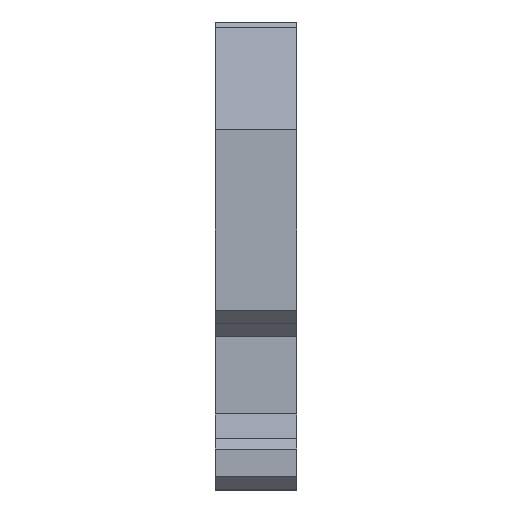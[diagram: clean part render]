
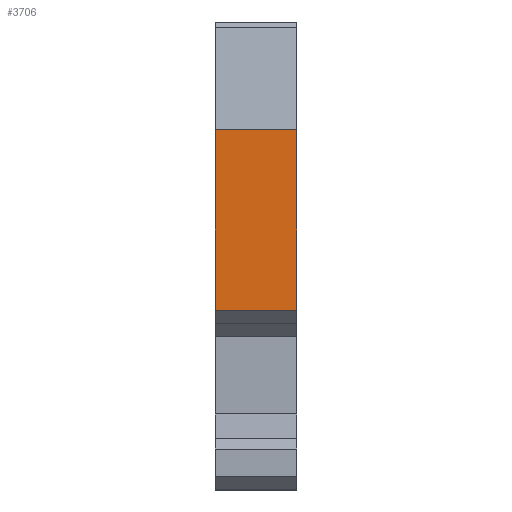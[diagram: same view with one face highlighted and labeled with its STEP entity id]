
A CAD part, left-side view. The second image highlights one B-rep face of the part: STEP entity #3706.
In plain terms, the highlighted free-form (B-spline) face has degree [1, 1] with [2, 2] control points.
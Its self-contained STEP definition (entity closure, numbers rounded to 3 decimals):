
#514=CARTESIAN_POINT('',(72.,-2.755,6.625));
#515=VERTEX_POINT('',#514);
#521=CARTESIAN_POINT('',(72.,-2.755,-7.025));
#522=VERTEX_POINT('',#521);
#523=CARTESIAN_POINT('',(72.,-2.755,6.625));
#524=CARTESIAN_POINT('',(72.,-2.755,4.42));
#525=CARTESIAN_POINT('',(72.,-2.755,2.214));
#526=CARTESIAN_POINT('',(72.,-2.755,2.214));
#527=CARTESIAN_POINT('',(72.,-2.755,2.213));
#528=CARTESIAN_POINT('',(72.,-2.755,1.74));
#529=CARTESIAN_POINT('',(72.,-2.755,1.267));
#530=CARTESIAN_POINT('',(72.,-2.755,1.266));
#531=CARTESIAN_POINT('',(72.,-2.755,1.266));
#532=CARTESIAN_POINT('',(72.,-2.755,1.232));
#533=CARTESIAN_POINT('',(72.,-2.755,1.199));
#534=CARTESIAN_POINT('',(72.,-2.755,1.198));
#535=CARTESIAN_POINT('',(72.,-2.755,1.198));
#536=CARTESIAN_POINT('',(72.,-2.755,0.732));
#537=CARTESIAN_POINT('',(72.,-2.755,0.267));
#538=CARTESIAN_POINT('',(72.,-2.755,0.266));
#539=CARTESIAN_POINT('',(72.,-2.755,0.266));
#540=CARTESIAN_POINT('',(72.,-2.755,0.232));
#541=CARTESIAN_POINT('',(72.,-2.755,0.199));
#542=CARTESIAN_POINT('',(72.,-2.755,0.198));
#543=CARTESIAN_POINT('',(72.,-2.755,0.198));
#544=CARTESIAN_POINT('',(72.,-2.755,-0.267));
#545=CARTESIAN_POINT('',(72.,-2.755,-0.733));
#546=CARTESIAN_POINT('',(72.,-2.755,-0.734));
#547=CARTESIAN_POINT('',(72.,-2.755,-0.734));
#548=CARTESIAN_POINT('',(72.,-2.755,-0.768));
#549=CARTESIAN_POINT('',(72.,-2.755,-0.801));
#550=CARTESIAN_POINT('',(72.,-2.755,-0.801));
#551=CARTESIAN_POINT('',(72.,-2.755,-0.802));
#552=CARTESIAN_POINT('',(72.,-2.755,-1.267));
#553=CARTESIAN_POINT('',(72.,-2.755,-1.733));
#554=CARTESIAN_POINT('',(72.,-2.755,-1.734));
#555=CARTESIAN_POINT('',(72.,-2.755,-1.734));
#556=CARTESIAN_POINT('',(72.,-2.755,-1.768));
#557=CARTESIAN_POINT('',(72.,-2.755,-1.801));
#558=CARTESIAN_POINT('',(72.,-2.755,-1.802));
#559=CARTESIAN_POINT('',(72.,-2.755,-1.803));
#560=CARTESIAN_POINT('',(72.,-2.755,-2.268));
#561=CARTESIAN_POINT('',(72.,-2.755,-2.733));
#562=CARTESIAN_POINT('',(72.,-2.755,-2.733));
#563=CARTESIAN_POINT('',(72.,-2.755,-2.734));
#564=CARTESIAN_POINT('',(72.,-2.755,-2.768));
#565=CARTESIAN_POINT('',(72.,-2.755,-2.801));
#566=CARTESIAN_POINT('',(72.,-2.755,-2.802));
#567=CARTESIAN_POINT('',(72.,-2.755,-2.802));
#568=CARTESIAN_POINT('',(72.,-2.755,-3.268));
#569=CARTESIAN_POINT('',(72.,-2.755,-3.733));
#570=CARTESIAN_POINT('',(72.,-2.755,-3.734));
#571=CARTESIAN_POINT('',(72.,-2.755,-3.734));
#572=CARTESIAN_POINT('',(72.,-2.755,-3.768));
#573=CARTESIAN_POINT('',(72.,-2.755,-3.801));
#574=CARTESIAN_POINT('',(72.,-2.755,-3.802));
#575=CARTESIAN_POINT('',(72.,-2.755,-3.802));
#576=CARTESIAN_POINT('',(72.,-2.755,-4.267));
#577=CARTESIAN_POINT('',(72.,-2.755,-4.733));
#578=CARTESIAN_POINT('',(72.,-2.755,-4.734));
#579=CARTESIAN_POINT('',(72.,-2.755,-4.734));
#580=CARTESIAN_POINT('',(72.,-2.755,-4.768));
#581=CARTESIAN_POINT('',(72.,-2.755,-4.801));
#582=CARTESIAN_POINT('',(72.,-2.755,-4.801));
#583=CARTESIAN_POINT('',(72.,-2.755,-4.802));
#584=CARTESIAN_POINT('',(72.,-2.755,-5.268));
#585=CARTESIAN_POINT('',(72.,-2.755,-5.733));
#586=CARTESIAN_POINT('',(72.,-2.755,-5.734));
#587=CARTESIAN_POINT('',(72.,-2.755,-5.734));
#588=CARTESIAN_POINT('',(72.,-2.755,-6.38));
#589=CARTESIAN_POINT('',(72.,-2.755,-7.025));
#590=(BOUNDED_CURVE()B_SPLINE_CURVE(2,(#523,#524,#525,#526,#527,#528,#529,#530,#531,#532,#533,#534,#535,#536,#537,#538,#539,#540,#541,#542,#543,#544,#545,#546,#547,#548,#549,#550,#551,#552,#553,#554,#555,#556,#557,#558,#559,#560,#561,#562,#563,#564,#565,#566,#567,#568,#569,#570,#571,#572,#573,#574,#575,#576,#577,#578,#579,#580,#581,#582,#583,#584,#585,#586,#587,#588,#589),.UNSPECIFIED.,.F.,.U.)B_SPLINE_CURVE_WITH_KNOTS((3,2,2,2,2,2,2,2,2,2,2,2,2,2,2,2,2,2,2,2,2,2,2,2,2,2,2,2,2,2,2,2,2,3),(0.152,1.,1.,1.182,1.182,1.195,1.195,1.374,1.375,1.387,1.388,1.566,1.567,1.58,1.58,1.759,1.759,1.772,1.772,1.951,1.951,1.964,1.964,2.143,2.144,2.156,2.157,2.336,2.336,2.349,2.349,2.528,2.528,2.777),.UNSPECIFIED.)CURVE()GEOMETRIC_REPRESENTATION_ITEM()RATIONAL_B_SPLINE_CURVE((1.,1.,1.,1.,0.999,0.999,0.999,1.,1.,1.,1.,1.,0.999,0.999,0.999,1.,1.,1.,1.,1.,0.999,0.999,0.999,1.,1.,1.,1.,1.,1.,1.,1.,1.,1.001,1.001,1.001,1.,1.,1.,1.,1.,1.001,1.001,1.001,1.,1.,1.,1.,1.,1.001,1.001,1.001,1.,1.,1.,1.,1.,1.001,1.001,1.001,1.001,1.,1.,1.,1.001,1.001,1.001,1.001))REPRESENTATION_ITEM(''));
#591=EDGE_CURVE('',#515,#522,#590,.T.);
#1322=CARTESIAN_POINT('',(72.,3.445,-7.025));
#1323=VERTEX_POINT('',#1322);
#1330=CARTESIAN_POINT('',(72.,3.445,6.625));
#1331=VERTEX_POINT('',#1330);
#1332=CARTESIAN_POINT('',(72.,3.445,6.625));
#1333=CARTESIAN_POINT('',(72.,3.445,-7.025));
#1334=B_SPLINE_CURVE_WITH_KNOTS('',1,(#1332,#1333),.POLYLINE_FORM.,.F.,.U.,(2,2),(0.055,1.),.UNSPECIFIED.);
#1335=EDGE_CURVE('',#1331,#1323,#1334,.T.);
#3355=CARTESIAN_POINT('',(72.,-2.755,-7.025));
#3356=CARTESIAN_POINT('',(72.,3.445,-7.025));
#3357=B_SPLINE_CURVE_WITH_KNOTS('',1,(#3355,#3356),.POLYLINE_FORM.,.F.,.U.,(2,2),(0.,1.),.UNSPECIFIED.);
#3358=EDGE_CURVE('',#522,#1323,#3357,.T.);
#3691=CARTESIAN_POINT('',(72.,-22.457,26.327));
#3692=CARTESIAN_POINT('',(72.,16.947,26.327));
#3693=CARTESIAN_POINT('',(72.,-22.457,-13.077));
#3694=CARTESIAN_POINT('',(72.,16.947,-13.077));
#3695=B_SPLINE_SURFACE_WITH_KNOTS('',1,1,((#3691,#3692),(#3693,#3694)),.PLANE_SURF.,.F.,.F.,.U.,(2,2),(2,2),(0.,1.),(0.,1.),.UNSPECIFIED.);
#3696=ORIENTED_EDGE('',*,*,#3358,.T.);
#3697=ORIENTED_EDGE('',*,*,#1335,.F.);
#3698=CARTESIAN_POINT('',(72.,3.445,6.625));
#3699=CARTESIAN_POINT('',(72.,-2.755,6.625));
#3700=B_SPLINE_CURVE_WITH_KNOTS('',1,(#3698,#3699),.POLYLINE_FORM.,.F.,.U.,(2,2),(0.465,0.535),.UNSPECIFIED.);
#3701=EDGE_CURVE('',#1331,#515,#3700,.T.);
#3702=ORIENTED_EDGE('',*,*,#3701,.T.);
#3703=ORIENTED_EDGE('',*,*,#591,.T.);
#3704=EDGE_LOOP('',(#3696,#3697,#3702,#3703));
#3705=FACE_OUTER_BOUND('',#3704,.F.);
#3706=ADVANCED_FACE('',(#3705),#3695,.F.);
